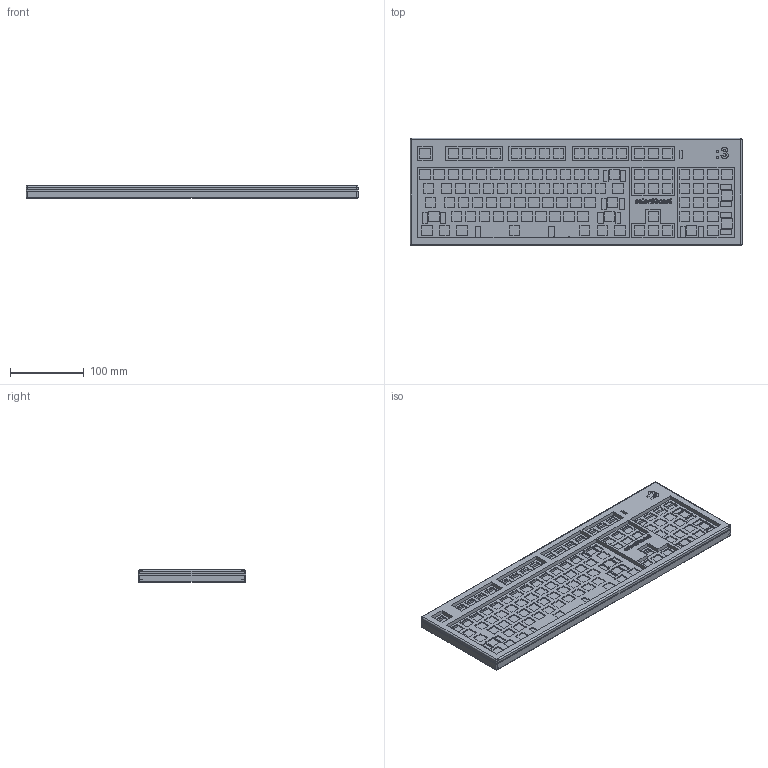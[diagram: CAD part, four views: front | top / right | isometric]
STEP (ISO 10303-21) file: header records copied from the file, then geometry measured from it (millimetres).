
FILE_DESCRIPTION(/* description */ (''),/* implementation_level */ '2;1');
FILE_NAME(/* name */ 'Hackboard v12.step',/* time_stamp */ '2025-03-28T10:12:46-07:00',/* author */ (''),/* organization */ (''),/* preprocessor_version */ 'ST-DEVELOPER v20.1',/* originating_system */ 'Autodesk Translation Framework v14.4.0.0',/* authorisation */ '');
FILE_SCHEMA (('AUTOMOTIVE_DESIGN { 1 0 10303 214 3 1 1 }'));
Length unit declared in the file: millimetre
Products named in the file (4): Hackboard; Case Bottom; Case Plate; Case Top
Assembly tree (3 placements, depth 2):
  Hackboard
    Case Bottom
    Case Plate
    Case Top
Bounding box: 450.62 x 145.82 x 17.5 mm (x, y, z)
Volume: 395740.1 mm3; surface area: 315149.3 mm2
Topology: 17 solids, 17 shells, 1423 faces, 4092 edges, 2718 vertices
Faces by surface type: plane 694, cylinder 524, bspline 201, sphere 4
Full cylindrical faces by diameter (mm): 1.8 x6, 3 x8, 4.2 x4, 5 x10
Entity records: 49327 total; most frequent: CARTESIAN_POINT 11621, ORIENTED_EDGE 8184, DIRECTION 7214, EDGE_CURVE 4092, VERTEX_POINT 2718, LINE 2640, VECTOR 2640, AXIS2_PLACEMENT_3D 2287
